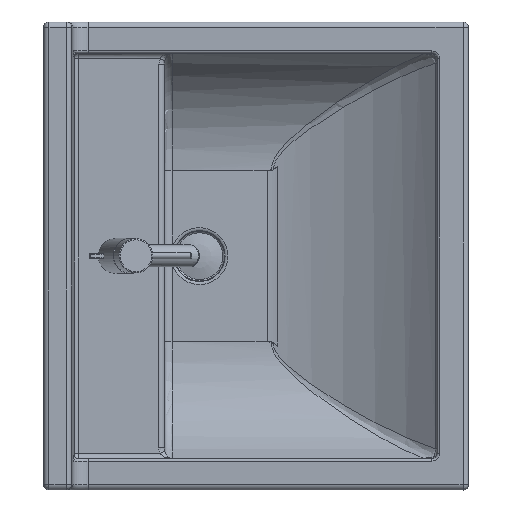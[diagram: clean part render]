
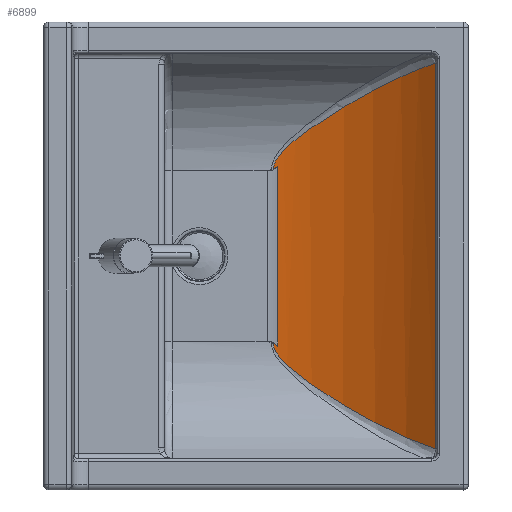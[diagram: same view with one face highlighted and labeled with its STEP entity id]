
A CAD part, top view. The second image highlights one B-rep face of the part: STEP entity #6899.
In plain terms, the highlighted cylindrical face has radius 401.646 mm (diameter 803.293 mm), a partial arc.
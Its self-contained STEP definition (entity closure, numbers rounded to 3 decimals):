
#6154=CARTESIAN_POINT('',(235.073,-475.5,147.903));
#6155=VERTEX_POINT('',#6154);
#6180=CARTESIAN_POINT('',(729.723,-475.5,147.903));
#6181=VERTEX_POINT('',#6180);
#6189=CARTESIAN_POINT('',(729.723,-475.5,147.903));
#6190=DIRECTION('',(-1.0,0.0,0.0));
#6191=VECTOR('',#6190,494.649);
#6192=LINE('',#6189,#6191);
#6193=EDGE_CURVE('',#6181,#6155,#6192,.T.);
#6618=CARTESIAN_POINT('',(593.242,-267.312,47.252));
#6619=VERTEX_POINT('',#6618);
#6629=CARTESIAN_POINT('',(593.242,-267.313,47.252));
#6630=CARTESIAN_POINT('',(594.586,-267.366,47.261));
#6631=CARTESIAN_POINT('',(597.576,-267.756,47.323));
#6632=CARTESIAN_POINT('',(603.528,-269.692,47.636));
#6633=CARTESIAN_POINT('',(609.197,-273.139,48.217));
#6634=CARTESIAN_POINT('',(614.388,-277.287,48.969));
#6635=CARTESIAN_POINT('',(619.24,-281.699,49.807));
#6636=CARTESIAN_POINT('',(628.653,-291.608,51.817));
#6637=CARTESIAN_POINT('',(638.65,-304.537,54.896));
#6638=CARTESIAN_POINT('',(648.702,-318.774,58.927));
#6639=CARTESIAN_POINT('',(658.381,-333.267,63.469));
#6640=CARTESIAN_POINT('',(667.602,-347.948,68.77));
#6641=CARTESIAN_POINT('',(676.323,-362.551,74.791));
#6642=CARTESIAN_POINT('',(682.575,-373.365,79.626));
#6643=CARTESIAN_POINT('',(688.638,-384.2,84.861));
#6644=CARTESIAN_POINT('',(696.433,-398.62,92.373));
#6645=CARTESIAN_POINT('',(707.415,-420.104,104.84));
#6646=CARTESIAN_POINT('',(719.789,-447.295,123.59));
#6647=CARTESIAN_POINT('',(726.903,-466.533,139.677));
#6648=CARTESIAN_POINT('',(729.723,-475.5,147.903));
#6649=B_SPLINE_CURVE_WITH_KNOTS('',3,(#6629,#6630,#6631,#6632,#6633,#6634,#6635,#6636,#6637,#6638,#6639,#6640,#6641,#6642,#6643,#6644,#6645,#6646,#6647,#6648),.UNSPECIFIED.,.F.,.U.,(4,1,1,1,1,1,1,1,1,1,1,1,1,1,1,1,1,4),(-28.793,-28.392,-27.904,-26.928,-26.44,-25.952,-24.976,-22.373,-21.072,-19.77,-17.168,-15.867,-14.565,-13.264,-11.963,-9.36,-5.456,-1.843),.UNSPECIFIED.);
#6650=EDGE_CURVE('',#6619,#6181,#6649,.T.);
#6663=CARTESIAN_POINT('',(597.626,-273.354,48.264));
#6664=VERTEX_POINT('',#6663);
#6676=CARTESIAN_POINT('',(593.242,-267.312,47.252));
#6677=CARTESIAN_POINT('',(594.705,-269.326,47.574));
#6678=CARTESIAN_POINT('',(596.169,-271.343,47.911));
#6679=CARTESIAN_POINT('',(597.626,-273.354,48.264));
#6680=B_SPLINE_CURVE_WITH_KNOTS('',3,(#6676,#6677,#6678,#6679),.UNSPECIFIED.,.F.,.U.,(4,4),(89.041,89.785),.UNSPECIFIED.);
#6681=EDGE_CURVE('',#6619,#6664,#6680,.T.);
#6778=CARTESIAN_POINT('',(371.554,-267.312,47.252));
#6779=VERTEX_POINT('',#6778);
#6780=CARTESIAN_POINT('',(235.073,-475.5,147.903));
#6781=CARTESIAN_POINT('',(237.897,-466.519,139.664));
#6782=CARTESIAN_POINT('',(245.015,-447.276,123.578));
#6783=CARTESIAN_POINT('',(258.984,-416.584,102.411));
#6784=CARTESIAN_POINT('',(275.905,-384.172,84.303));
#6785=CARTESIAN_POINT('',(294.726,-351.608,69.791));
#6786=CARTESIAN_POINT('',(313.283,-322.471,59.751));
#6787=CARTESIAN_POINT('',(328.553,-301.215,54.064));
#6788=CARTESIAN_POINT('',(339.022,-288.565,51.201));
#6789=CARTESIAN_POINT('',(346.722,-280.474,49.558));
#6790=CARTESIAN_POINT('',(354.206,-274.002,48.363));
#6791=CARTESIAN_POINT('',(361.216,-269.71,47.639));
#6792=CARTESIAN_POINT('',(367.265,-267.743,47.321));
#6793=CARTESIAN_POINT('',(370.213,-267.364,47.26));
#6794=CARTESIAN_POINT('',(371.554,-267.312,47.252));
#6795=B_SPLINE_CURVE_WITH_KNOTS('',3,(#6780,#6781,#6782,#6783,#6784,#6785,#6786,#6787,#6788,#6789,#6790,#6791,#6792,#6793,#6794),.UNSPECIFIED.,.F.,.U.,(4,1,1,1,1,1,1,1,1,1,1,1,4),(-56.548,-52.929,-49.02,-45.111,-41.201,-37.292,-34.686,-33.383,-32.406,-31.428,-30.451,-29.962,-29.561),.UNSPECIFIED.);
#6796=EDGE_CURVE('',#6155,#6779,#6795,.T.);
#6855=CARTESIAN_POINT('',(367.169,-273.354,48.264));
#6856=VERTEX_POINT('',#6855);
#6857=CARTESIAN_POINT('',(367.169,-273.354,48.264));
#6858=CARTESIAN_POINT('',(367.894,-272.355,48.089));
#6859=CARTESIAN_POINT('',(368.615,-271.36,47.918));
#6860=CARTESIAN_POINT('',(370.07,-269.355,47.582));
#6861=CARTESIAN_POINT('',(370.811,-268.335,47.415));
#6862=CARTESIAN_POINT('',(371.554,-267.312,47.252));
#6863=B_SPLINE_CURVE_WITH_KNOTS('',3,(#6857,#6858,#6859,#6860,#6861,#6862),.UNSPECIFIED.,.F.,.U.,(4,2,4),(71.298,71.668,72.048),.UNSPECIFIED.);
#6864=EDGE_CURVE('',#6856,#6779,#6863,.T.);
#6881=CARTESIAN_POINT('',(482.398,-203.984,443.875));
#6882=DIRECTION('',(-1.0,0.0,0.0));
#6883=DIRECTION('',(0.0,-0.682,-0.732));
#6884=AXIS2_PLACEMENT_3D('',#6881,#6882,#6883);
#6885=CYLINDRICAL_SURFACE('',#6884,401.646);
#6886=ORIENTED_EDGE('',*,*,#6193,.F.);
#6887=ORIENTED_EDGE('',*,*,#6650,.F.);
#6888=ORIENTED_EDGE('',*,*,#6681,.T.);
#6889=CARTESIAN_POINT('',(367.169,-273.354,48.264));
#6890=DIRECTION('',(1.0,0.0,0.0));
#6891=VECTOR('',#6890,230.457);
#6892=LINE('',#6889,#6891);
#6893=EDGE_CURVE('',#6856,#6664,#6892,.T.);
#6894=ORIENTED_EDGE('',*,*,#6893,.F.);
#6895=ORIENTED_EDGE('',*,*,#6864,.T.);
#6896=ORIENTED_EDGE('',*,*,#6796,.F.);
#6897=EDGE_LOOP('',(#6886,#6887,#6888,#6894,#6895,#6896));
#6898=FACE_OUTER_BOUND('',#6897,.T.);
#6899=ADVANCED_FACE('',(#6898),#6885,.F.);
